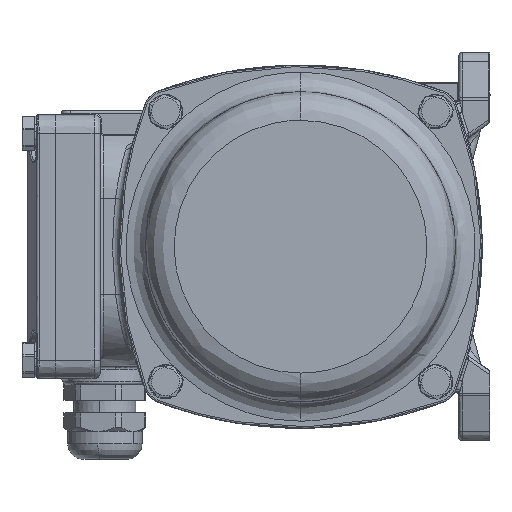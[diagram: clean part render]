
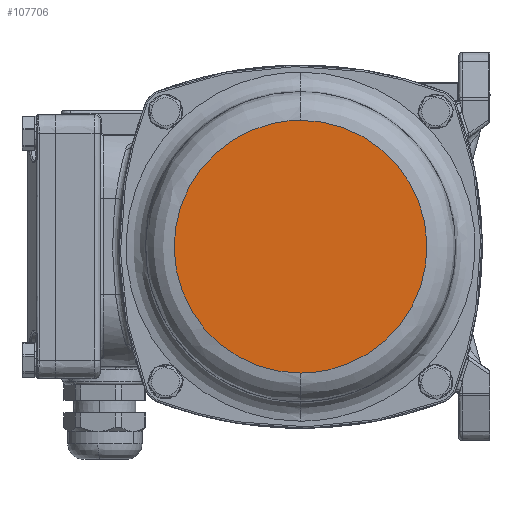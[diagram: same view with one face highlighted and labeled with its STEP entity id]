
A CAD part, left-side view. The second image highlights one B-rep face of the part: STEP entity #107706.
In plain terms, the highlighted planar face has unit normal (-1, 0, 0).
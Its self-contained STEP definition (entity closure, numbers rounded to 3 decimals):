
#2914 = CARTESIAN_POINT ( 'NONE',  ( -42., -49.831, 40.7 ) ) ;
#3646 = CARTESIAN_POINT ( 'NONE',  ( -42., -89.462, 0. ) ) ;
#5528 = CARTESIAN_POINT ( 'NONE',  ( -42., -36.666, 39.01 ) ) ;
#6242 = CARTESIAN_POINT ( 'NONE',  ( -42., -25.743, -34.059 ) ) ;
#7663 = CARTESIAN_POINT ( 'NONE',  ( -42., -10.656, -15.676 ) ) ;
#21918 = CARTESIAN_POINT ( 'NONE',  ( -42., -56.453, 39.982 ) ) ;
#24513 = CARTESIAN_POINT ( 'NONE',  ( -42., -14.441, -22.757 ) ) ;
#37420 = CARTESIAN_POINT ( 'NONE',  ( -42., -71.258, 34.059 ) ) ;
#37967 = CARTESIAN_POINT ( 'NONE',  ( -42., -48.5, -40.7 ) ) ;
#38060 = DIRECTION ( 'NONE',  ( 0., 1., 0. ) ) ;
#38149 = CARTESIAN_POINT ( 'NONE',  ( -42., -48.5, 40.7 ) ) ;
#38857 = CARTESIAN_POINT ( 'NONE',  ( -42., -80.012, 25.861 ) ) ;
#39301 = CARTESIAN_POINT ( 'NONE',  ( -42., -25.742, 34.059 ) ) ;
#39552 = CARTESIAN_POINT ( 'NONE',  ( -42., -65.352, 37.215 ) ) ;
#46415 = CARTESIAN_POINT ( 'NONE',  ( -42., -90.014, -40.7 ) ) ;
#49493 = VERTEX_POINT ( 'NONE', #211632 ) ;
#57540 = CARTESIAN_POINT ( 'NONE',  ( -42., -7.538, 0. ) ) ;
#70295 = FACE_OUTER_BOUND ( 'NONE', #132958, .T. ) ;
#70454 = CARTESIAN_POINT ( 'NONE',  ( -42., -77.465, -28.965 ) ) ;
#72612 = CARTESIAN_POINT ( 'NONE',  ( -42., -48.5, -40.7 ) ) ;
#74500 = CARTESIAN_POINT ( 'NONE',  ( -42., -8.325, 7.992 ) ) ;
#75239 = CARTESIAN_POINT ( 'NONE',  ( -42., -40.547, 39.982 ) ) ;
#85262 = VERTEX_POINT ( 'NONE', #37967 ) ;
#88019 = CARTESIAN_POINT ( 'NONE',  ( -42., -51.164, -40.7 ) ) ;
#88479 = CARTESIAN_POINT ( 'NONE',  ( -42., -45.836, -40.7 ) ) ;
#88738 = CARTESIAN_POINT ( 'NONE',  ( -42., -88.675, -7.991 ) ) ;
#89177 = CARTESIAN_POINT ( 'NONE',  ( -42., -40.509, -40.175 ) ) ;
#91350 = CARTESIAN_POINT ( 'NONE',  ( -42., -32.824, -37.844 ) ) ;
#92062 = CARTESIAN_POINT ( 'NONE',  ( -42., -16.988, 25.861 ) ) ;
#92989 = ORIENTED_EDGE ( 'NONE', *, *, #156973, .F. ) ;
#104120 = DIRECTION ( 'NONE',  ( 1., 0., 0. ) ) ;
#106068 = CARTESIAN_POINT ( 'NONE',  ( -42., -13.813, 21.581 ) ) ;
#106336 = CARTESIAN_POINT ( 'NONE',  ( -42., -64.176, -37.844 ) ) ;
#107706 = ADVANCED_FACE ( 'NONE', ( #70295 ), #216019, .F. ) ;
#108471 = ORIENTED_EDGE ( 'NONE', *, *, #137056, .F. ) ;
#121087 = CARTESIAN_POINT ( 'NONE',  ( -42., -56.491, -40.175 ) ) ;
#123002 = CARTESIAN_POINT ( 'NONE',  ( -42., -47.169, 40.7 ) ) ;
#125146 = CARTESIAN_POINT ( 'NONE',  ( -42., -31.648, 37.215 ) ) ;
#132958 = EDGE_LOOP ( 'NONE', ( #108471, #92989 ) ) ;
#137056 = EDGE_CURVE ( 'NONE', #49493, #85262, #160787, .T. ) ;
#137221 = CARTESIAN_POINT ( 'NONE',  ( -42., -82.559, -22.757 ) ) ;
#137430 = B_SPLINE_CURVE_WITH_KNOTS ( 'NONE', 3,
 ( #137682, #88479, #89177, #91350, #6242, #155993, #24513, #7663, #206676, #57540, #74500, #140550, #106068, #92062, #141984, #39301, #125146, #5528, #75239, #174276, #123002, #139811 ),
 .UNSPECIFIED., .F., .F.,
 ( 4, 1, 1, 1, 1, 1, 1, 1, 1, 1, 1, 1, 1, 1, 1, 1, 1, 1, 1, 4 ),
 ( 0.5, 0.531, 0.562, 0.594, 0.625, 0.656, 0.687, 0.719, 0.75, 0.781, 0.812, 0.844, 0.859, 0.875, 0.906, 0.937, 0.953, 0.969, 0.984, 1. ),
 .UNSPECIFIED. ) ;
#137682 = CARTESIAN_POINT ( 'NONE',  ( -42., -48.5, -40.7 ) ) ;
#138665 = CARTESIAN_POINT ( 'NONE',  ( -42., -88.675, 7.992 ) ) ;
#139363 = CARTESIAN_POINT ( 'NONE',  ( -42., -60.334, 39.01 ) ) ;
#139811 = CARTESIAN_POINT ( 'NONE',  ( -42., -48.5, 40.7 ) ) ;
#140087 = CARTESIAN_POINT ( 'NONE',  ( -42., -83.187, 21.581 ) ) ;
#140550 = CARTESIAN_POINT ( 'NONE',  ( -42., -10.655, 15.675 ) ) ;
#141984 = CARTESIAN_POINT ( 'NONE',  ( -42., -20.567, 29.811 ) ) ;
#146338 = AXIS2_PLACEMENT_3D ( 'NONE', #46415, #104120, #38060 ) ;
#154134 = CARTESIAN_POINT ( 'NONE',  ( -42., -71.257, -34.059 ) ) ;
#155993 = CARTESIAN_POINT ( 'NONE',  ( -42., -19.535, -28.965 ) ) ;
#156265 = CARTESIAN_POINT ( 'NONE',  ( -42., -86.345, 15.675 ) ) ;
#156973 = EDGE_CURVE ( 'NONE', #85262, #49493, #137430, .T. ) ;
#160787 = B_SPLINE_CURVE_WITH_KNOTS ( 'NONE', 3,
 ( #38149, #2914, #172420, #21918, #139363, #39552, #37420, #189296, #38857, #140087, #156265, #138665, #3646, #88738, #173129, #137221, #70454, #154134, #106336, #121087, #88019, #72612 ),
 .UNSPECIFIED., .F., .F.,
 ( 4, 1, 1, 1, 1, 1, 1, 1, 1, 1, 1, 1, 1, 1, 1, 1, 1, 1, 1, 4 ),
 ( 0., 0.016, 0.031, 0.047, 0.063, 0.094, 0.125, 0.141, 0.156, 0.188, 0.219, 0.25, 0.281, 0.313, 0.344, 0.375, 0.406, 0.438, 0.469, 0.5 ),
 .UNSPECIFIED. ) ;
#172420 = CARTESIAN_POINT ( 'NONE',  ( -42., -52.496, 40.569 ) ) ;
#173129 = CARTESIAN_POINT ( 'NONE',  ( -42., -86.344, -15.676 ) ) ;
#174276 = CARTESIAN_POINT ( 'NONE',  ( -42., -44.504, 40.569 ) ) ;
#189296 = CARTESIAN_POINT ( 'NONE',  ( -42., -76.433, 29.811 ) ) ;
#206676 = CARTESIAN_POINT ( 'NONE',  ( -42., -8.325, -7.991 ) ) ;
#211632 = CARTESIAN_POINT ( 'NONE',  ( -42., -48.5, 40.7 ) ) ;
#216019 = PLANE ( 'NONE',  #146338 ) ;
